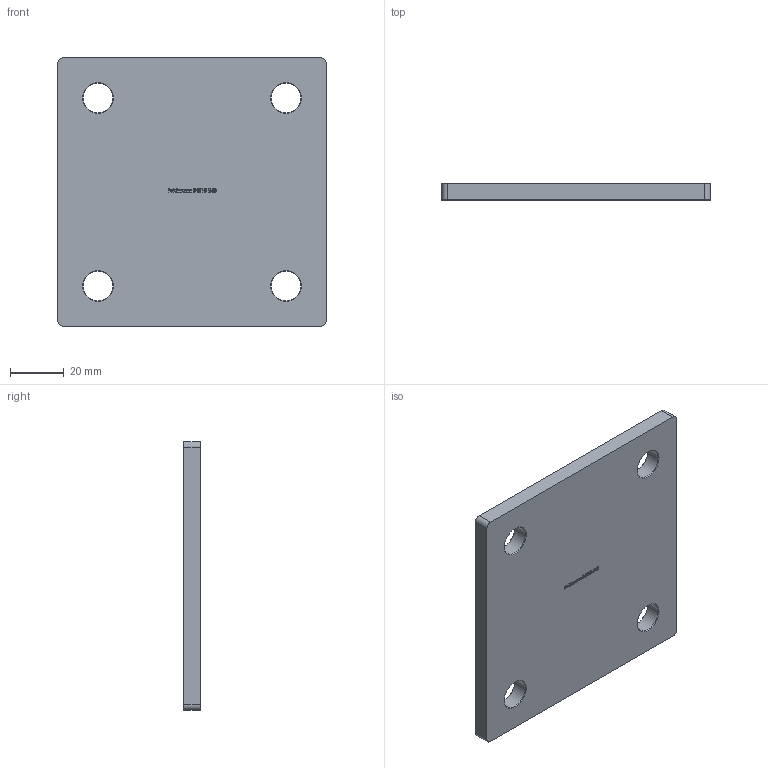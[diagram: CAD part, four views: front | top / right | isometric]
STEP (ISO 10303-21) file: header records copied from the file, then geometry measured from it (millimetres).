
FILE_DESCRIPTION (( 'STEP AP203' ), '1' );
FILE_NAME ('54210-240.step', '2024-04-30T09:58:03', ( '' ), ( '' ), 'SwSTEP 2.0', 'SolidWorks 2018', '' );
FILE_SCHEMA (( 'CONFIG_CONTROL_DESIGN' ));
Length unit declared in the file: millimetre
Products named in the file (1): 54210-240
Bounding box: 100 x 6 x 100 mm (x, y, z)
Volume: 57689.3 mm3; surface area: 22411.3 mm2
Topology: 1 solids, 1 shells, 240 faces, 634 edges, 420 vertices
Faces by surface type: plane 138, bspline 86, cylinder 8, cone 8
Full cylindrical faces by diameter (mm): 11 x4
Entity records: 12267 total; most frequent: CARTESIAN_POINT 6841, ORIENTED_EDGE 1244, DIRECTION 784, EDGE_CURVE 622, VECTOR 426, LINE 426, VERTEX_POINT 420, EDGE_LOOP 284
